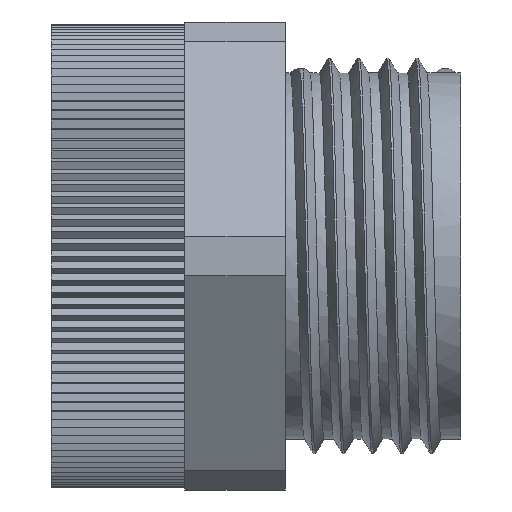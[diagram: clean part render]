
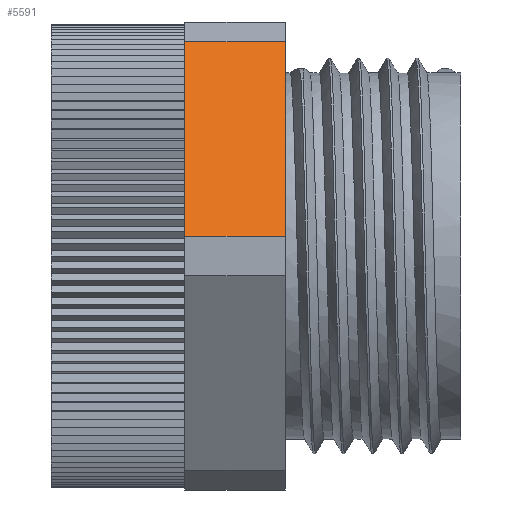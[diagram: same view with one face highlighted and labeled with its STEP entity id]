
A CAD part, front view. The second image highlights one B-rep face of the part: STEP entity #5591.
In plain terms, the highlighted planar face has unit normal (0, -0.866, 0.5).
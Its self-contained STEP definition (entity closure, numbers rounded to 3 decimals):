
#279=PLANE('',#5870);
#553=FACE_OUTER_BOUND('',#827,.T.);
#827=EDGE_LOOP('',(#4756,#4757,#4758,#4759));
#1590=LINE('',#10915,#2355);
#1591=LINE('',#10918,#2356);
#1592=LINE('',#10920,#2357);
#1593=LINE('',#10921,#2358);
#2355=VECTOR('',#7133,10.);
#2356=VECTOR('',#7136,10.);
#2357=VECTOR('',#7137,10.);
#2358=VECTOR('',#7138,10.);
#2913=VERTEX_POINT('',#10909);
#2915=VERTEX_POINT('',#10913);
#2916=VERTEX_POINT('',#10917);
#2917=VERTEX_POINT('',#10919);
#3697=EDGE_CURVE('',#2915,#2913,#1590,.T.);
#3698=EDGE_CURVE('',#2913,#2916,#1591,.T.);
#3699=EDGE_CURVE('',#2917,#2915,#1592,.T.);
#3700=EDGE_CURVE('',#2916,#2917,#1593,.T.);
#4756=ORIENTED_EDGE('',*,*,#3698,.F.);
#4757=ORIENTED_EDGE('',*,*,#3697,.F.);
#4758=ORIENTED_EDGE('',*,*,#3699,.F.);
#4759=ORIENTED_EDGE('',*,*,#3700,.F.);
#5591=ADVANCED_FACE('',(#553),#279,.F.);
#5870=AXIS2_PLACEMENT_3D('',#10916,#7134,#7135);
#7133=DIRECTION('',(-1.,0.,0.));
#7134=DIRECTION('center_axis',(0.,0.866,-0.5));
#7135=DIRECTION('ref_axis',(0.,-0.5,-0.866));
#7136=DIRECTION('',(0.,0.5,0.866));
#7137=DIRECTION('',(0.,-0.5,-0.866));
#7138=DIRECTION('',(1.,0.,0.));
#10909=CARTESIAN_POINT('',(-14.15,-13.271,1.013));
#10913=CARTESIAN_POINT('',(-9.,-13.271,1.013));
#10915=CARTESIAN_POINT('',(-11.575,-13.271,1.013));
#10916=CARTESIAN_POINT('Origin',(-9.,-7.513,10.987));
#10917=CARTESIAN_POINT('',(-14.15,-7.513,10.987));
#10918=CARTESIAN_POINT('',(-14.15,-7.289,11.375));
#10919=CARTESIAN_POINT('',(-9.,-7.513,10.987));
#10920=CARTESIAN_POINT('',(-9.,-7.779,10.526));
#10921=CARTESIAN_POINT('',(-11.575,-7.513,10.987));
